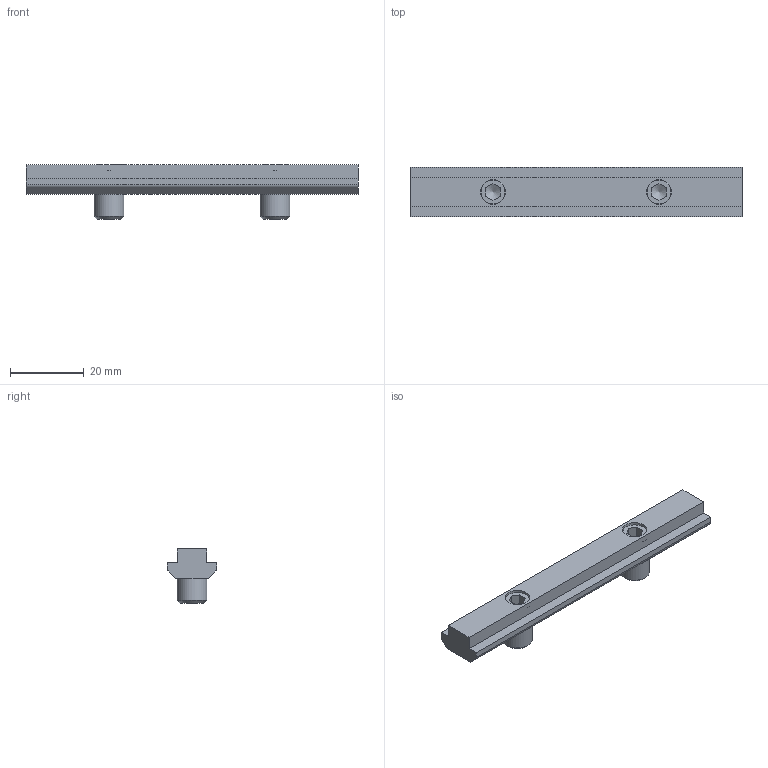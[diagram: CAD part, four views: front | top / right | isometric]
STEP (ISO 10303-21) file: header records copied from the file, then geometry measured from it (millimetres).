
FILE_DESCRIPTION(/* description */ (''),/* implementation_level */ '2;1');
FILE_NAME(/* name */ '321308.stp',/* time_stamp */ '2014-03-13T20:15:19+01:00',/* author */ ('jank'),/* organization */ ('Alutec K&K'),/* preprocessor_version */ 'ST-DEVELOPER v15.2',/* originating_system */ 'Autodesk Inventor 2014',/* authorisation */ '');
FILE_SCHEMA (('AUTOMOTIVE_DESIGN { 1 0 10303 214 3 1 1 }'));
Length unit declared in the file: millimetre
Products named in the file (1): 321308
Bounding box: 90 x 13.5 x 14.7 mm (x, y, z)
Volume: 8080 mm3; surface area: 4982.3 mm2
Topology: 3 solids, 3 shells, 40 faces, 98 edges, 64 vertices
Faces by surface type: plane 28, cylinder 6, cone 6
Full cylindrical faces by diameter (mm): 6.647 x2, 8 x2
Entity records: 1149 total; most frequent: CARTESIAN_POINT 209, DIRECTION 170, ORIENTED_EDGE 168, EDGE_CURVE 84, VERTEX_POINT 60, AXIS2_PLACEMENT_3D 57, LINE 56, VECTOR 56
